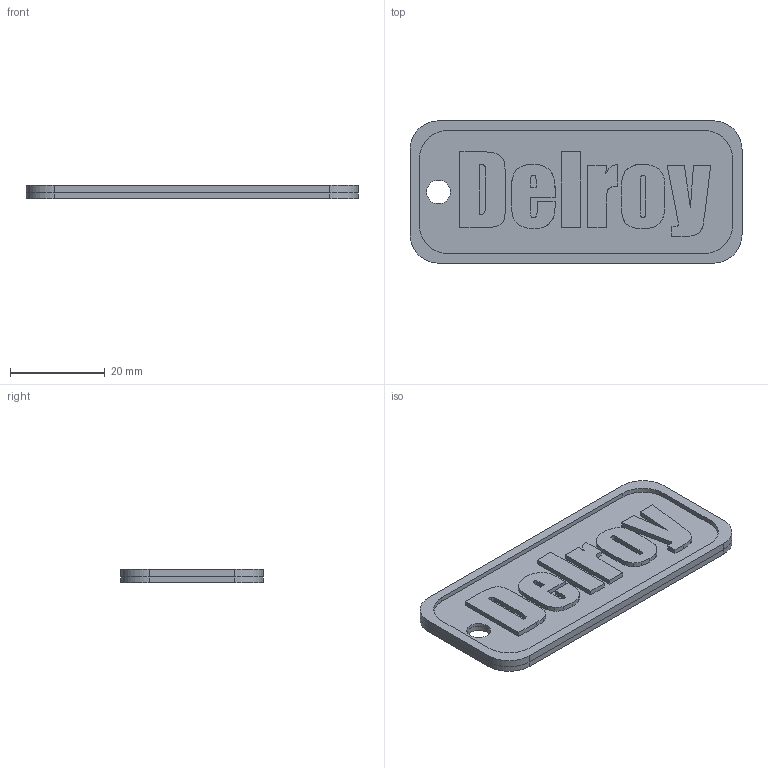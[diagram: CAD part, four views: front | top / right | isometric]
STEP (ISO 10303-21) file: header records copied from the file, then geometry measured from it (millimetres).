
FILE_DESCRIPTION(/* description */ ('','CAx-IF Rec.Pracs.---Representation and Presentation of Product Manufacturing Information (PMI)---4.0---2014-10-13'),/* implementation_level */ '2;1');
FILE_NAME(/* name */ 'Keychain test v3.step',/* time_stamp */ '2024-12-26T18:39:02+01:00',/* author */ (''),/* organization */ (''),/* preprocessor_version */ 'ST-DEVELOPER v20',/* originating_system */ 'Autodesk Translation Framework v13.20.0.188',/* authorisation */ '');
FILE_SCHEMA (('AP242_MANAGED_MODEL_BASED_3D_ENGINEERING_MIM_LF { 1 0 10303 442 1 1 4 }'));
Length unit declared in the file: millimetre
Products named in the file (1): Keychain test
Bounding box: 70 x 30 x 2.8 mm (x, y, z)
Volume: 4428.7 mm3; surface area: 10413.9 mm2
Topology: 8 solids, 8 shells, 152 faces, 402 edges, 268 vertices
Faces by surface type: bspline 69, plane 68, cylinder 15
Full cylindrical faces by diameter (mm): 5 x2, 25.4 x1
Entity records: 5388 total; most frequent: CARTESIAN_POINT 1996, ORIENTED_EDGE 804, DIRECTION 462, EDGE_CURVE 402, VERTEX_POINT 268, LINE 234, VECTOR 234, EDGE_LOOP 164
